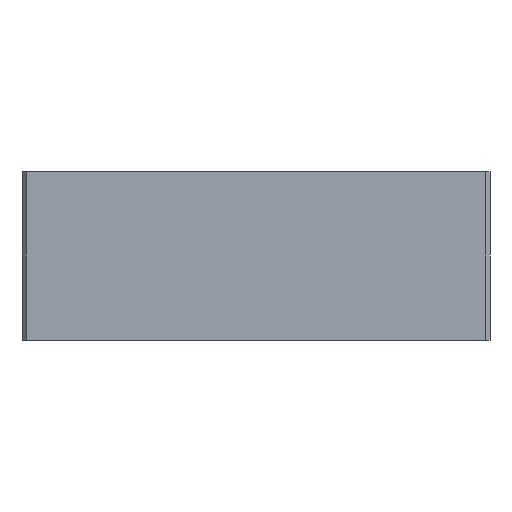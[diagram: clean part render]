
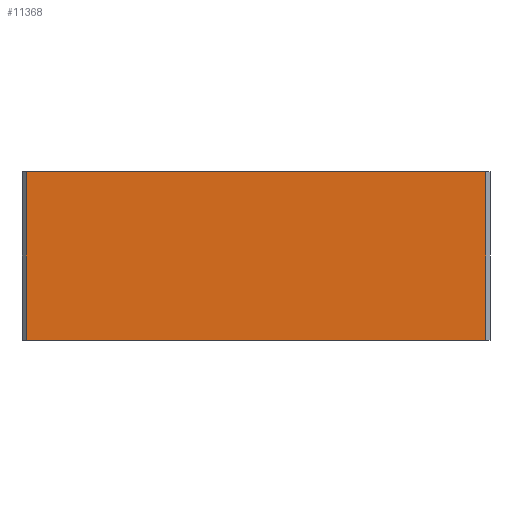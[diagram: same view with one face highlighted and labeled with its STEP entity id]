
A CAD part, front view. The second image highlights one B-rep face of the part: STEP entity #11368.
In plain terms, the highlighted planar face has unit normal (0, -1, 0).
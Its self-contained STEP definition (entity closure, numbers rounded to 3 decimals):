
#942=PLANE('',#12647);
#1587=FACE_OUTER_BOUND('',#2316,.T.);
#2316=EDGE_LOOP('',(#10163,#10164,#10165,#10166));
#2472=LINE('',#16316,#3298);
#2570=LINE('',#16520,#3396);
#2573=LINE('',#16526,#3399);
#3056=LINE('',#22871,#3882);
#3298=VECTOR('',#12895,10.);
#3396=VECTOR('',#13081,10.);
#3399=VECTOR('',#13086,10.);
#3882=VECTOR('',#15693,10.);
#4646=VERTEX_POINT('',#16313);
#4647=VERTEX_POINT('',#16315);
#4709=VERTEX_POINT('',#16518);
#4710=VERTEX_POINT('',#16522);
#5713=EDGE_CURVE('',#4646,#4647,#2472,.T.);
#5816=EDGE_CURVE('',#4709,#4646,#2570,.T.);
#5819=EDGE_CURVE('',#4647,#4710,#2573,.T.);
#7108=EDGE_CURVE('',#4710,#4709,#3056,.T.);
#10163=ORIENTED_EDGE('',*,*,#5816,.F.);
#10164=ORIENTED_EDGE('',*,*,#7108,.F.);
#10165=ORIENTED_EDGE('',*,*,#5819,.F.);
#10166=ORIENTED_EDGE('',*,*,#5713,.F.);
#11368=ADVANCED_FACE('',(#1587),#942,.T.);
#12647=AXIS2_PLACEMENT_3D('',#22870,#15691,#15692);
#12895=DIRECTION('',(-1.,0.,0.));
#13081=DIRECTION('',(0.,0.,-1.));
#13086=DIRECTION('',(0.,0.,1.));
#15691=DIRECTION('center_axis',(0.,-1.,0.));
#15692=DIRECTION('ref_axis',(1.,0.,0.));
#15693=DIRECTION('',(1.,0.,0.));
#16313=CARTESIAN_POINT('',(170.5,0.,-60.));
#16315=CARTESIAN_POINT('',(1.5,0.,-60.));
#16316=CARTESIAN_POINT('',(0.,0.,-60.));
#16518=CARTESIAN_POINT('',(170.5,0.,2.));
#16520=CARTESIAN_POINT('',(170.5,0.,0.));
#16522=CARTESIAN_POINT('',(1.5,0.,2.));
#16526=CARTESIAN_POINT('',(1.5,0.,0.));
#22870=CARTESIAN_POINT('Origin',(0.,0.,0.));
#22871=CARTESIAN_POINT('',(0.,0.,2.));
